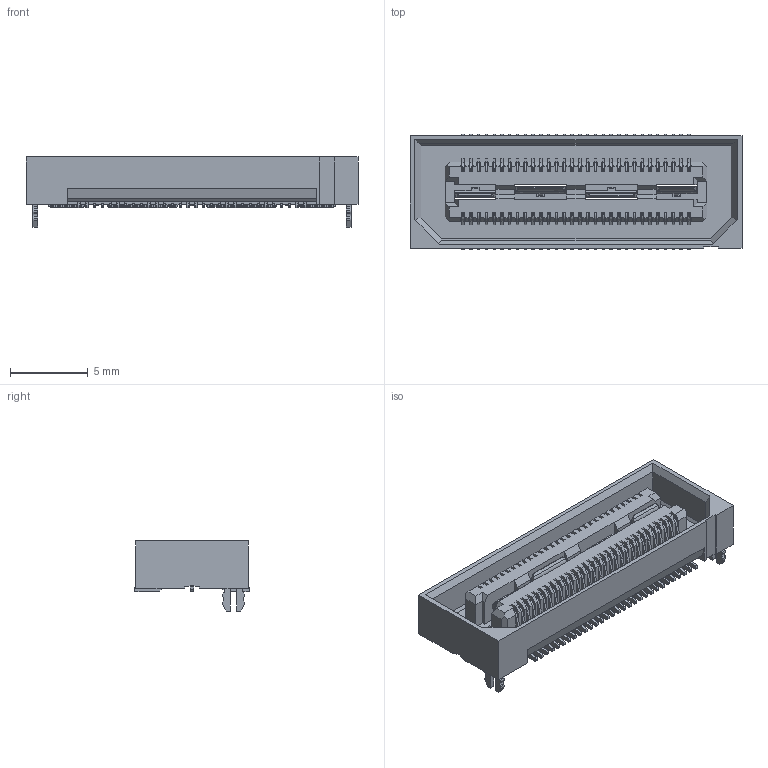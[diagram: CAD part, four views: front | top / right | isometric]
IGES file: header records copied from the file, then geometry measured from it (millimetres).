
Start section: ZWSOFT
Global section: file name: 37202-SMXXX-032XXX01.igs; native system: ZW3D; preprocessor: 1.0; author: ZW3D; organization: ZWSOFT; date: 231219.154316; units: millimetre
Bounding box: 21.31 x 7.4 x 4.5 mm (x, y, z)
Surface area: 1393.3 mm2 (no closed solid volume)
Topology: 0 solids, 0 shells, 3860 faces, 22318 edges, 22316 vertices
Faces by surface type: bspline 3860
